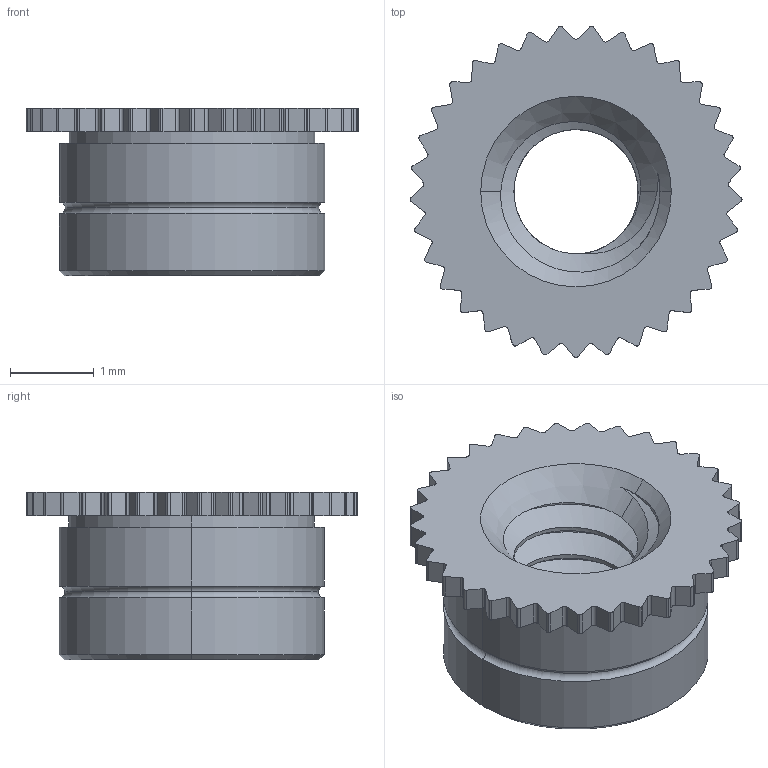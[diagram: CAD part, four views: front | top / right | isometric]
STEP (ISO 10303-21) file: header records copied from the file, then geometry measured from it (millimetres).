
FILE_DESCRIPTION (( 'STEP AP203' ), '1' );
FILE_NAME ('92985A817_Splined Press-Fit Threaded Standoffs with Open End.STEP', '2026-01-09T00:07:12', ( 'McMaster Carr Supply' ), ( 'McMaster Carr Supply' ), 'SwSTEP 2.0', 'SolidWorks 2024', '' );
FILE_SCHEMA (( 'CONFIG_CONTROL_DESIGN' ));
Length unit declared in the file: millimetre
Products named in the file (1): 92985A817_Splined Press-Fit Threaded Standoffs with Open End
Bounding box: 3.96 x 3.95 x 2 mm (x, y, z)
Volume: 11.1 mm3; surface area: 57.6 mm2
Topology: 1 solids, 1 shells, 215 faces, 624 edges, 413 vertices
Faces by surface type: cylinder 131, plane 70, cone 7, torus 4, bspline 3
Entity records: 7911 total; most frequent: CARTESIAN_POINT 1997, DIRECTION 1275, ORIENTED_EDGE 1248, EDGE_CURVE 624, AXIS2_PLACEMENT_3D 470, VERTEX_POINT 413, VECTOR 335, LINE 335
